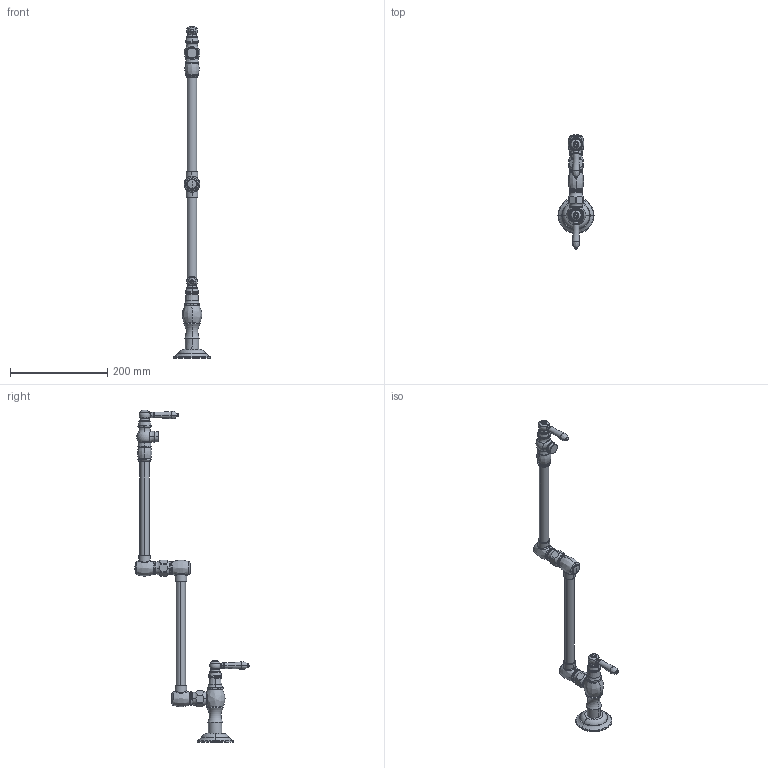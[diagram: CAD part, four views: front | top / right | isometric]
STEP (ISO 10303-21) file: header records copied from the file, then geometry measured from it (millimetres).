
FILE_DESCRIPTION((''),'2;1');
FILE_NAME('1030-5503','2020-12-01T10:17:49',('jinson.thomas'),(''),'CREO PARAMETRIC BY PTC INC, 2018400','CREO PARAMETRIC BY PTC INC, 2018400','');
FILE_SCHEMA(('CONFIG_CONTROL_DESIGN'));
Length unit declared in the file: inch
Products named in the file (1): 1030-5503
Bounding box: 74.17 x 234.96 x 682.73 mm (x, y, z)
Volume: 482989.9 mm3; surface area: 86607.2 mm2
Topology: 1 solids, 1 shells, 326 faces, 725 edges, 424 vertices
Faces by surface type: torus 115, cylinder 66, plane 61, bspline 54, cone 21, sphere 5, revolution 4
Entity records: 12050 total; most frequent: CARTESIAN_POINT 4822, DIRECTION 1676, ORIENTED_EDGE 1430, AXIS2_PLACEMENT_3D 778, EDGE_CURVE 715, CIRCLE 510, VERTEX_POINT 424, EDGE_LOOP 359
